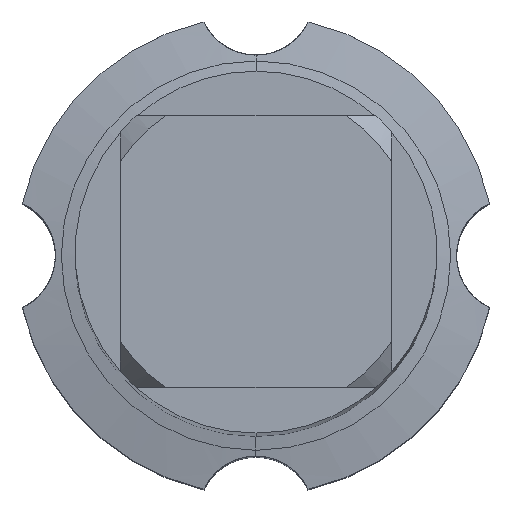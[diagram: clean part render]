
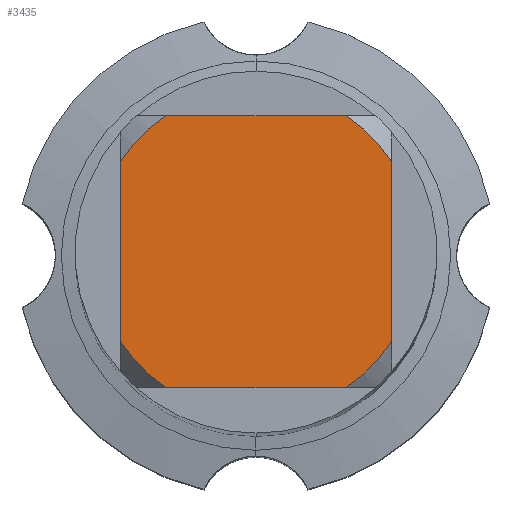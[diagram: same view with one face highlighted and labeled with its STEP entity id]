
A CAD part, top view. The second image highlights one B-rep face of the part: STEP entity #3435.
In plain terms, the highlighted planar face has unit normal (0, 0, 1).
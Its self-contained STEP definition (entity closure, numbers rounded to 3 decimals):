
#1831=VERTEX_POINT('',#5218);
#1989=VERTEX_POINT('',#5388);
#2233=EDGE_CURVE('',#2701,#4619,#5650,.T.);
#2299=VERTEX_POINT('',#5720);
#2583=EDGE_CURVE('',#4173,#4619,#6031,.T.);
#2615=EDGE_CURVE('',#1989,#1831,#6064,.T.);
#2701=VERTEX_POINT('',#6153);
#2717=VERTEX_POINT('',#6170);
#2747=EDGE_CURVE('',#4173,#2299,#6202,.T.);
#2779=VERTEX_POINT('',#6238);
#3237=EDGE_CURVE('',#1989,#2299,#6730,.T.);
#3273=EDGE_CURVE('',#2779,#2717,#6772,.T.);
#3435=ADVANCED_FACE('',(#6949),#6950,.T.);
#3579=EDGE_CURVE('',#2701,#2717,#7104,.T.);
#4173=VERTEX_POINT('',#7751);
#4533=EDGE_CURVE('',#2779,#1831,#8142,.T.);
#4619=VERTEX_POINT('',#8237);
#5218=CARTESIAN_POINT('',(-2.985,4.5,0.0));
#5388=CARTESIAN_POINT('',(2.985,4.5,0.0));
#5650=LINE('',#10730,#10731);
#5720=CARTESIAN_POINT('',(4.5,2.985,0.0));
#6031=CIRCLE('',#11955,5.4);
#6064=LINE('',#12155,#12156);
#6153=CARTESIAN_POINT('',(-2.985,-4.5,0.0));
#6170=CARTESIAN_POINT('',(-4.5,-2.985,0.0));
#6202=LINE('',#12719,#12720);
#6238=CARTESIAN_POINT('',(-4.5,2.985,0.0));
#6730=CIRCLE('',#14541,5.4);
#6772=LINE('',#14608,#14609);
#6949=FACE_OUTER_BOUND('',#15203,.T.);
#6950=PLANE('',#15204);
#7104=CIRCLE('',#16166,5.4);
#7751=CARTESIAN_POINT('',(4.5,-2.985,0.0));
#8142=CIRCLE('',#20221,5.4);
#8237=CARTESIAN_POINT('',(2.985,-4.5,0.0));
#10730=CARTESIAN_POINT('',(0.0,-4.5,0.0));
#10731=VECTOR('',#22731,1.0);
#11955=AXIS2_PLACEMENT_3D('',#23088,#23089,#23090);
#12155=CARTESIAN_POINT('',(0.0,4.5,0.0));
#12156=VECTOR('',#23112,1.0);
#12719=CARTESIAN_POINT('',(4.5,1.35,0.0));
#12720=VECTOR('',#23207,1.0);
#14541=AXIS2_PLACEMENT_3D('',#23903,#23904,#23905);
#14608=CARTESIAN_POINT('',(-4.5,1.35,0.0));
#14609=VECTOR('',#23963,1.0);
#15203=EDGE_LOOP('',(#24141,#24142,#24143,#24144,#24145,#24146,#24147,#24148));
#15204=AXIS2_PLACEMENT_3D('',#24149,#24150,#24151);
#16166=AXIS2_PLACEMENT_3D('',#24277,#24278,#24279);
#20221=AXIS2_PLACEMENT_3D('',#25404,#25405,#25406);
#22731=DIRECTION('',(1.0,0.0,0.0));
#23088=CARTESIAN_POINT('',(0.0,0.0,0.0));
#23089=DIRECTION('',(0.0,0.0,-1.0));
#23090=DIRECTION('',(0.0,1.0,0.0));
#23112=DIRECTION('',(-1.0,0.0,0.0));
#23207=DIRECTION('',(-0.0,1.0,0.0));
#23903=CARTESIAN_POINT('',(0.0,0.0,0.0));
#23904=DIRECTION('',(0.0,0.0,-1.0));
#23905=DIRECTION('',(0.0,1.0,0.0));
#23963=DIRECTION('',(-0.0,-1.0,0.0));
#24141=ORIENTED_EDGE('',*,*,#3273,.T.);
#24142=ORIENTED_EDGE('',*,*,#3579,.F.);
#24143=ORIENTED_EDGE('',*,*,#2233,.T.);
#24144=ORIENTED_EDGE('',*,*,#2583,.F.);
#24145=ORIENTED_EDGE('',*,*,#2747,.T.);
#24146=ORIENTED_EDGE('',*,*,#3237,.F.);
#24147=ORIENTED_EDGE('',*,*,#2615,.T.);
#24148=ORIENTED_EDGE('',*,*,#4533,.F.);
#24149=CARTESIAN_POINT('',(0.0,2.7,0.0));
#24150=DIRECTION('',(-0.0,0.0,1.0));
#24151=DIRECTION('',(0.0,-1.0,0.0));
#24277=CARTESIAN_POINT('',(0.0,0.0,0.0));
#24278=DIRECTION('',(0.0,0.0,-1.0));
#24279=DIRECTION('',(0.0,1.0,0.0));
#25404=CARTESIAN_POINT('',(0.0,0.0,0.0));
#25405=DIRECTION('',(0.0,0.0,-1.0));
#25406=DIRECTION('',(0.0,1.0,0.0));
